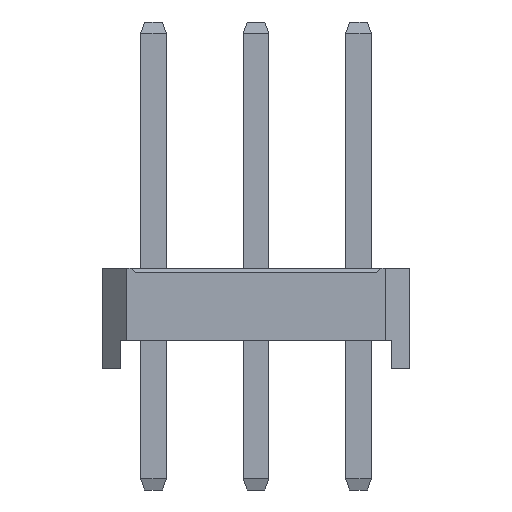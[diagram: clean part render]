
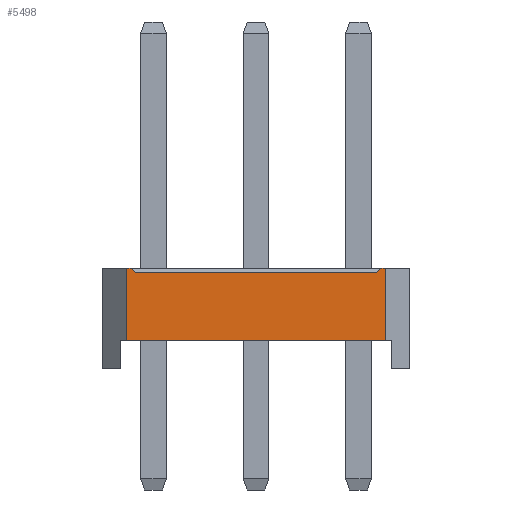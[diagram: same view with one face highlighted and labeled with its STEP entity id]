
A CAD part, left-side view. The second image highlights one B-rep face of the part: STEP entity #5498.
In plain terms, the highlighted planar face has unit normal (-1, 0, 0).
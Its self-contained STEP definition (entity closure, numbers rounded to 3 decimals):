
#5498=ADVANCED_FACE('',(#20859),#20861,.T.);
#20859=FACE_BOUND('',#20860,.T.);
#20860=EDGE_LOOP('',(#32695,#32696,#32697,#32698,#32699,#32700,#32701,#32702));
#20861=PLANE('',#20862);
#20862=AXIS2_PLACEMENT_3D('',#20863,#20864,#20865);
#20863=CARTESIAN_POINT('',(-1.27,5.75,0.));
#20864=DIRECTION('',(-1.,0.,0.));
#20865=DIRECTION('',(0.,-1.,0.));
#32695=ORIENTED_EDGE('',*,*,#39948,.F.);
#32696=ORIENTED_EDGE('',*,*,#39949,.T.);
#32697=ORIENTED_EDGE('',*,*,#39950,.F.);
#32698=ORIENTED_EDGE('',*,*,#38241,.F.);
#32699=ORIENTED_EDGE('',*,*,#39951,.F.);
#32700=ORIENTED_EDGE('',*,*,#37694,.T.);
#32701=ORIENTED_EDGE('',*,*,#39947,.T.);
#32702=ORIENTED_EDGE('',*,*,#38245,.F.);
#37694=EDGE_CURVE('',#41928,#41926,#41929,.T.);
#38241=EDGE_CURVE('',#43020,#43022,#43023,.T.);
#38245=EDGE_CURVE('',#43028,#43030,#43031,.T.);
#39947=EDGE_CURVE('',#41926,#43030,#45829,.T.);
#39948=EDGE_CURVE('',#45830,#43028,#45831,.F.);
#39949=EDGE_CURVE('',#45830,#45832,#45833,.T.);
#39950=EDGE_CURVE('',#43022,#45832,#45834,.F.);
#39951=EDGE_CURVE('',#41928,#43020,#45835,.T.);
#41926=VERTEX_POINT('',#48772);
#41928=VERTEX_POINT('',#48776);
#41929=LINE('',#48777,#48778);
#43020=VERTEX_POINT('',#50960);
#43022=VERTEX_POINT('',#50964);
#43023=LINE('',#50965,#50966);
#43028=VERTEX_POINT('',#50976);
#43030=VERTEX_POINT('',#50980);
#43031=LINE('',#50981,#50982);
#45829=LINE('',#57183,#57184);
#45830=VERTEX_POINT('',#57186);
#45831=LINE('',#57187,#57188);
#45832=VERTEX_POINT('',#57190);
#45833=LINE('',#57191,#57192);
#45834=LINE('',#57194,#57195);
#45835=LINE('',#57197,#57198);
#48772=CARTESIAN_POINT('',(-1.27,-0.67,0.7));
#48776=CARTESIAN_POINT('',(-1.27,5.75,0.7));
#48777=CARTESIAN_POINT('',(-1.27,5.75,0.7));
#48778=VECTOR('',#48779,1.);
#48779=DIRECTION('',(0.,-1.,0.));
#50960=CARTESIAN_POINT('',(-1.27,5.75,2.5));
#50964=CARTESIAN_POINT('',(-1.27,5.63,2.5));
#50965=CARTESIAN_POINT('',(-1.27,5.75,2.5));
#50966=VECTOR('',#50967,1.);
#50967=DIRECTION('',(0.,-1.,0.));
#50976=CARTESIAN_POINT('',(-1.27,-0.55,2.5));
#50980=CARTESIAN_POINT('',(-1.27,-0.67,2.5));
#50981=CARTESIAN_POINT('',(-1.27,-0.55,2.5));
#50982=VECTOR('',#50983,1.);
#50983=DIRECTION('',(0.,-1.,0.));
#57183=CARTESIAN_POINT('',(-1.27,-0.67,0.7));
#57184=VECTOR('',#57185,1.);
#57185=DIRECTION('',(0.,0.,1.));
#57186=CARTESIAN_POINT('',(-1.27,-0.45,2.4));
#57187=CARTESIAN_POINT('',(-1.27,-0.55,2.5));
#57188=VECTOR('',#57189,1.);
#57189=DIRECTION('',(0.,0.707,-0.707));
#57190=CARTESIAN_POINT('',(-1.27,5.53,2.4));
#57191=CARTESIAN_POINT('',(-1.27,-0.45,2.4));
#57192=VECTOR('',#57193,1.);
#57193=DIRECTION('',(0.,1.,0.));
#57194=CARTESIAN_POINT('',(-1.27,5.53,2.4));
#57195=VECTOR('',#57196,1.);
#57196=DIRECTION('',(0.,0.707,0.707));
#57197=CARTESIAN_POINT('',(-1.27,5.75,0.7));
#57198=VECTOR('',#57199,1.);
#57199=DIRECTION('',(0.,0.,1.));
